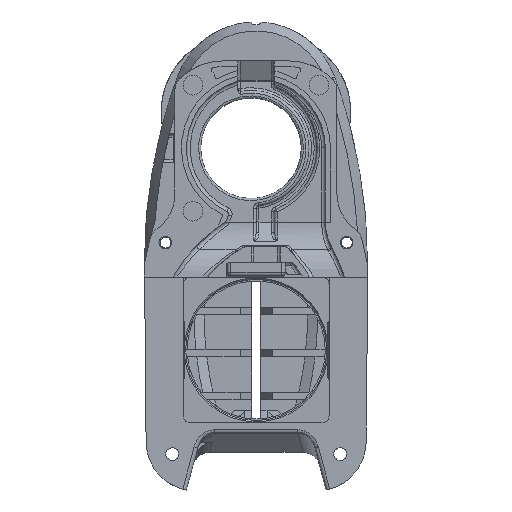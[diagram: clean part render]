
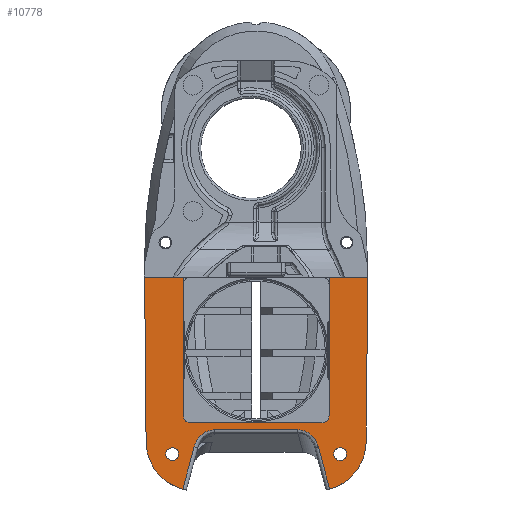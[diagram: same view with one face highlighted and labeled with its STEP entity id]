
A CAD part, left-side view. The second image highlights one B-rep face of the part: STEP entity #10778.
In plain terms, the highlighted planar face has unit normal (-1, 0, 0).
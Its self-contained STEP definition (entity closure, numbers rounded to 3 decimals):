
#98=ELLIPSE('',#11740,6.107,5.5);
#110=ELLIPSE('',#11804,6.107,5.5);
#547=FACE_BOUND('',#2175,.T.);
#548=FACE_BOUND('',#2176,.T.);
#933=CIRCLE('',#11623,13.756);
#940=CIRCLE('',#11641,13.6);
#984=CIRCLE('',#11738,1.75);
#987=CIRCLE('',#11745,2.);
#991=CIRCLE('',#11751,2.);
#993=CIRCLE('',#11754,1.75);
#1011=CIRCLE('',#11805,13.756);
#1572=FACE_OUTER_BOUND('',#2174,.T.);
#2174=EDGE_LOOP('',(#9896,#9897,#9898,#9899,#9900,#9901,#9902,#9903,#9904,
#9905,#9906,#9907,#9908,#9909,#9910,#9911,#9912,#9913,#9914,#9915,#9916));
#2175=EDGE_LOOP('',(#9917));
#2176=EDGE_LOOP('',(#9918));
#2518=B_SPLINE_CURVE_WITH_KNOTS('',3,(#28393,#28394,#28395,#28396),
 .UNSPECIFIED.,.F.,.F.,(4,4),(-1.175,-0.578),
 .UNSPECIFIED.);
#2526=B_SPLINE_CURVE_WITH_KNOTS('',3,(#28635,#28636,#28637,#28638,#28639,
#28640),.UNSPECIFIED.,.F.,.F.,(4,2,4),(-0.578,-0.498,
-0.026),.UNSPECIFIED.);
#3153=LINE('',#28390,#3871);
#3154=LINE('',#28616,#3872);
#3156=LINE('',#28620,#3874);
#3174=LINE('',#28723,#3892);
#3224=LINE('',#29544,#3942);
#3228=LINE('',#29566,#3946);
#3244=LINE('',#29668,#3962);
#3252=LINE('',#29681,#3970);
#3257=LINE('',#29746,#3975);
#3258=LINE('',#29751,#3976);
#3259=LINE('',#29753,#3977);
#3260=LINE('',#29754,#3978);
#3871=VECTOR('',#14033,10.);
#3872=VECTOR('',#14056,10.);
#3874=VECTOR('',#14060,10.);
#3892=VECTOR('',#14124,10.);
#3942=VECTOR('',#14312,10.);
#3946=VECTOR('',#14328,10.);
#3962=VECTOR('',#14406,10.);
#3970=VECTOR('',#14420,10.);
#3975=VECTOR('',#14463,10.);
#3976=VECTOR('',#14468,10.);
#3977=VECTOR('',#14471,10.);
#3978=VECTOR('',#14472,10.);
#4849=VERTEX_POINT('',#27410);
#4850=VERTEX_POINT('',#27412);
#4853=VERTEX_POINT('',#27437);
#4874=VERTEX_POINT('',#28267);
#4879=VERTEX_POINT('',#28317);
#4881=VERTEX_POINT('',#28346);
#4882=VERTEX_POINT('',#28392);
#4893=VERTEX_POINT('',#28618);
#4895=VERTEX_POINT('',#28624);
#4925=VERTEX_POINT('',#28722);
#4996=VERTEX_POINT('',#29507);
#4997=VERTEX_POINT('',#29535);
#4998=VERTEX_POINT('',#29537);
#5001=VERTEX_POINT('',#29547);
#5002=VERTEX_POINT('',#29549);
#5007=VERTEX_POINT('',#29565);
#5008=VERTEX_POINT('',#29569);
#5010=VERTEX_POINT('',#29575);
#5028=VERTEX_POINT('',#29666);
#5029=VERTEX_POINT('',#29676);
#5037=VERTEX_POINT('',#29744);
#5038=VERTEX_POINT('',#29748);
#5039=VERTEX_POINT('',#29750);
#6395=EDGE_CURVE('',#4850,#4849,#933,.T.);
#6437=EDGE_CURVE('',#4879,#4881,#3153,.T.);
#6438=EDGE_CURVE('',#4882,#4874,#2518,.T.);
#6439=EDGE_CURVE('',#4881,#4882,#940,.T.);
#6454=EDGE_CURVE('',#4849,#4853,#3154,.T.);
#6456=EDGE_CURVE('',#4853,#4893,#3156,.T.);
#6459=EDGE_CURVE('',#4874,#4895,#2526,.T.);
#6494=EDGE_CURVE('',#4925,#4879,#3174,.T.);
#6601=EDGE_CURVE('',#4996,#4996,#984,.T.);
#6604=EDGE_CURVE('',#4997,#4998,#98,.T.);
#6608=EDGE_CURVE('',#4998,#4895,#3224,.T.);
#6610=EDGE_CURVE('',#5002,#5001,#987,.T.);
#6617=EDGE_CURVE('',#5007,#5002,#3228,.F.);
#6619=EDGE_CURVE('',#5008,#5007,#991,.T.);
#6622=EDGE_CURVE('',#5010,#5010,#993,.T.);
#6653=EDGE_CURVE('',#5001,#5028,#3244,.F.);
#6661=EDGE_CURVE('',#5029,#5008,#3252,.F.);
#6678=EDGE_CURVE('',#5037,#4997,#3257,.T.);
#6679=EDGE_CURVE('',#5038,#5037,#110,.T.);
#6680=EDGE_CURVE('',#5039,#5038,#3258,.T.);
#6681=EDGE_CURVE('',#5039,#4850,#1011,.T.);
#6682=EDGE_CURVE('',#4893,#5029,#3259,.F.);
#6683=EDGE_CURVE('',#5028,#4925,#3260,.F.);
#9896=ORIENTED_EDGE('',*,*,#6679,.F.);
#9897=ORIENTED_EDGE('',*,*,#6680,.F.);
#9898=ORIENTED_EDGE('',*,*,#6681,.T.);
#9899=ORIENTED_EDGE('',*,*,#6395,.T.);
#9900=ORIENTED_EDGE('',*,*,#6454,.T.);
#9901=ORIENTED_EDGE('',*,*,#6456,.T.);
#9902=ORIENTED_EDGE('',*,*,#6682,.T.);
#9903=ORIENTED_EDGE('',*,*,#6661,.T.);
#9904=ORIENTED_EDGE('',*,*,#6619,.T.);
#9905=ORIENTED_EDGE('',*,*,#6617,.T.);
#9906=ORIENTED_EDGE('',*,*,#6610,.T.);
#9907=ORIENTED_EDGE('',*,*,#6653,.T.);
#9908=ORIENTED_EDGE('',*,*,#6683,.T.);
#9909=ORIENTED_EDGE('',*,*,#6494,.T.);
#9910=ORIENTED_EDGE('',*,*,#6437,.T.);
#9911=ORIENTED_EDGE('',*,*,#6439,.T.);
#9912=ORIENTED_EDGE('',*,*,#6438,.T.);
#9913=ORIENTED_EDGE('',*,*,#6459,.T.);
#9914=ORIENTED_EDGE('',*,*,#6608,.F.);
#9915=ORIENTED_EDGE('',*,*,#6604,.F.);
#9916=ORIENTED_EDGE('',*,*,#6678,.F.);
#9917=ORIENTED_EDGE('',*,*,#6601,.T.);
#9918=ORIENTED_EDGE('',*,*,#6622,.T.);
#10213=PLANE('',#11803);
#10778=ADVANCED_FACE('',(#1572,#547,#548),#10213,.T.);
#11623=AXIS2_PLACEMENT_3D('',#27413,#13999,#14000);
#11641=AXIS2_PLACEMENT_3D('',#28397,#14036,#14037);
#11738=AXIS2_PLACEMENT_3D('',#29508,#14298,#14299);
#11740=AXIS2_PLACEMENT_3D('',#29538,#14303,#14304);
#11745=AXIS2_PLACEMENT_3D('',#29550,#14316,#14317);
#11751=AXIS2_PLACEMENT_3D('',#29570,#14332,#14333);
#11754=AXIS2_PLACEMENT_3D('',#29576,#14339,#14340);
#11803=AXIS2_PLACEMENT_3D('',#29747,#14464,#14465);
#11804=AXIS2_PLACEMENT_3D('',#29749,#14466,#14467);
#11805=AXIS2_PLACEMENT_3D('',#29752,#14469,#14470);
#13999=DIRECTION('center_axis',(-1.,0.,0.));
#14000=DIRECTION('ref_axis',(0.,-1.,-0.009));
#14033=DIRECTION('',(0.,-0.009,-1.));
#14036=DIRECTION('center_axis',(-1.,0.,0.));
#14037=DIRECTION('ref_axis',(0.,0.239,-0.971));
#14056=DIRECTION('',(0.,-0.009,1.));
#14060=DIRECTION('',(0.,-0.009,1.));
#14124=DIRECTION('',(0.,-0.009,-1.));
#14298=DIRECTION('center_axis',(1.,0.,0.));
#14299=DIRECTION('ref_axis',(0.,-1.,0.));
#14303=DIRECTION('center_axis',(-1.,0.,0.));
#14304=DIRECTION('ref_axis',(0.,-0.259,0.966));
#14312=DIRECTION('',(0.,0.259,-0.966));
#14316=DIRECTION('center_axis',(1.,0.,0.));
#14317=DIRECTION('ref_axis',(0.,0.707,-0.707));
#14328=DIRECTION('',(0.,-1.,0.));
#14332=DIRECTION('center_axis',(1.,0.,0.));
#14333=DIRECTION('ref_axis',(0.,-0.707,-0.707));
#14339=DIRECTION('center_axis',(1.,0.,0.));
#14340=DIRECTION('ref_axis',(0.,-1.,0.));
#14406=DIRECTION('',(0.,0.,-1.));
#14420=DIRECTION('',(0.,0.,1.));
#14463=DIRECTION('',(0.,1.,0.));
#14464=DIRECTION('center_axis',(-1.,0.,0.));
#14465=DIRECTION('ref_axis',(0.,-1.,0.));
#14466=DIRECTION('center_axis',(-1.,0.,0.));
#14467=DIRECTION('ref_axis',(0.,0.259,0.966));
#14468=DIRECTION('',(0.,0.259,0.966));
#14469=DIRECTION('center_axis',(-1.,0.,0.));
#14470=DIRECTION('ref_axis',(0.,-1.,-0.009));
#14471=DIRECTION('',(0.,-1.,0.));
#14472=DIRECTION('',(0.,-1.,0.));
#27410=CARTESIAN_POINT('',(27.7,-30.29,14.328));
#27412=CARTESIAN_POINT('',(27.7,-25.118,3.7));
#27413=CARTESIAN_POINT('Origin',(27.7,-16.535,14.45));
#27437=CARTESIAN_POINT('',(27.7,-30.333,19.144));
#28267=CARTESIAN_POINT('',(27.7,25.354,3.845));
#28317=CARTESIAN_POINT('',(27.7,30.327,18.492));
#28346=CARTESIAN_POINT('',(27.7,30.29,14.328));
#28390=CARTESIAN_POINT('',(27.7,30.361,22.286));
#28392=CARTESIAN_POINT('',(27.7,28.142,6.992));
#28393=CARTESIAN_POINT('Ctrl Pts',(27.7,28.142,6.992));
#28394=CARTESIAN_POINT('Ctrl Pts',(27.7,27.839,6.519));
#28395=CARTESIAN_POINT('Ctrl Pts',(27.7,26.965,5.176));
#28396=CARTESIAN_POINT('Ctrl Pts',(27.7,25.354,3.845));
#28397=CARTESIAN_POINT('Origin',(27.7,16.69,14.328));
#28616=CARTESIAN_POINT('',(27.7,-30.567,45.7));
#28618=CARTESIAN_POINT('',(27.7,-30.689,59.479));
#28620=CARTESIAN_POINT('',(27.7,-30.567,45.7));
#28624=CARTESIAN_POINT('',(27.7,20.191,1.187));
#28635=CARTESIAN_POINT('Ctrl Pts',(27.7,25.354,3.845));
#28636=CARTESIAN_POINT('Ctrl Pts',(27.7,25.138,3.667));
#28637=CARTESIAN_POINT('Ctrl Pts',(27.7,24.91,3.49));
#28638=CARTESIAN_POINT('Ctrl Pts',(27.7,23.237,2.277));
#28639=CARTESIAN_POINT('Ctrl Pts',(27.7,21.719,1.594));
#28640=CARTESIAN_POINT('Ctrl Pts',(27.7,20.191,1.187));
#28722=CARTESIAN_POINT('',(27.7,30.691,59.479));
#28723=CARTESIAN_POINT('',(27.7,30.361,22.286));
#29507=CARTESIAN_POINT('',(27.7,24.859,10.851));
#29508=CARTESIAN_POINT('Origin',(27.7,23.109,10.851));
#29535=CARTESIAN_POINT('',(27.7,11.455,17.524));
#29537=CARTESIAN_POINT('',(27.7,17.058,12.879));
#29538=CARTESIAN_POINT('Origin',(27.7,11.746,11.456));
#29544=CARTESIAN_POINT('',(27.7,15.847,17.401));
#29547=CARTESIAN_POINT('',(27.7,20.05,21.454));
#29549=CARTESIAN_POINT('',(27.7,18.05,19.454));
#29550=CARTESIAN_POINT('Origin',(27.7,18.05,21.454));
#29565=CARTESIAN_POINT('',(27.7,-18.05,19.454));
#29566=CARTESIAN_POINT('',(27.7,-10.025,19.454));
#29569=CARTESIAN_POINT('',(27.7,-20.05,21.454));
#29570=CARTESIAN_POINT('Origin',(27.7,-18.05,21.454));
#29575=CARTESIAN_POINT('',(27.7,-21.359,10.851));
#29576=CARTESIAN_POINT('Origin',(27.7,-23.109,10.851));
#29666=CARTESIAN_POINT('',(27.7,20.05,59.479));
#29668=CARTESIAN_POINT('',(27.7,20.05,24.984));
#29676=CARTESIAN_POINT('',(27.7,-20.05,59.479));
#29681=CARTESIAN_POINT('',(27.7,-20.05,45.034));
#29744=CARTESIAN_POINT('',(27.7,-11.507,17.524));
#29746=CARTESIAN_POINT('',(27.7,0.634,17.524));
#29747=CARTESIAN_POINT('Origin',(27.7,0.,
30.515));
#29748=CARTESIAN_POINT('',(27.7,-17.11,12.879));
#29749=CARTESIAN_POINT('Origin',(27.7,-11.797,11.456));
#29750=CARTESIAN_POINT('',(27.7,-20.239,1.202));
#29751=CARTESIAN_POINT('',(27.7,-15.853,17.57));
#29752=CARTESIAN_POINT('Origin',(27.7,-16.535,14.45));
#29753=CARTESIAN_POINT('',(27.7,3.5,59.479));
#29754=CARTESIAN_POINT('',(27.7,3.5,59.479));
